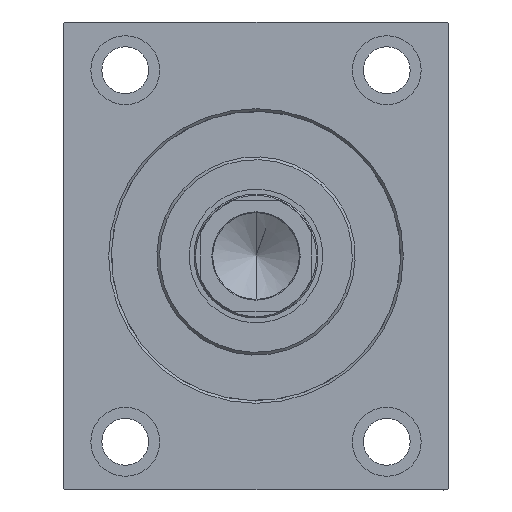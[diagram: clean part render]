
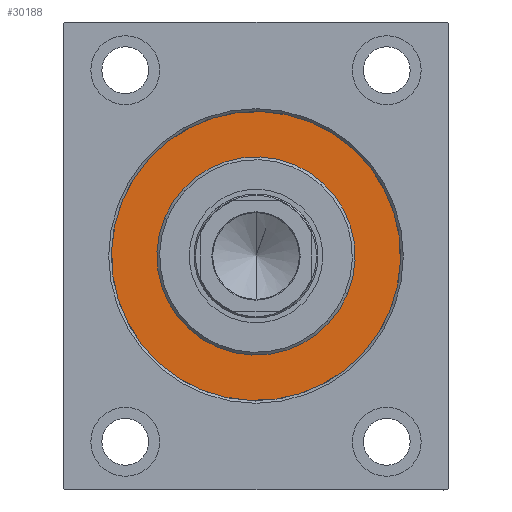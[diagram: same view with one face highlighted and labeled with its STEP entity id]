
A CAD part, left-side view. The second image highlights one B-rep face of the part: STEP entity #30188.
In plain terms, the highlighted face is planar.
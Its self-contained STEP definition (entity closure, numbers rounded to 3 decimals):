
#1264 = CARTESIAN_POINT ( 'NONE',  ( 0., 0., 0. ) ) ;
#1397 = CARTESIAN_POINT ( 'NONE',  ( 0., 0., 0. ) ) ;
#1491 = DIRECTION ( 'NONE',  ( 1., 0., 0. ) ) ;
#2551 = CIRCLE ( 'NONE', #29852, 52.5 ) ;
#4927 = CARTESIAN_POINT ( 'NONE',  ( 0., 0., 0. ) ) ;
#7140 = EDGE_CURVE ( 'NONE', #8363, #14014, #31326, .T. ) ;
#8149 = FACE_OUTER_BOUND ( 'NONE', #15378, .T. ) ;
#8363 = VERTEX_POINT ( 'NONE', #24805 ) ;
#8817 = DIRECTION ( 'NONE',  ( -1., 0., 0. ) ) ;
#10088 = AXIS2_PLACEMENT_3D ( 'NONE', #10392, #38264, #41864 ) ;
#10392 = CARTESIAN_POINT ( 'NONE',  ( 0., 0., 0. ) ) ;
#10792 = VERTEX_POINT ( 'NONE', #24705 ) ;
#12374 = CIRCLE ( 'NONE', #37495, 36. ) ;
#14014 = VERTEX_POINT ( 'NONE', #28929 ) ;
#15221 = DIRECTION ( 'NONE',  ( 0., 0., -1. ) ) ;
#15378 = EDGE_LOOP ( 'NONE', ( #28261, #40166 ) ) ;
#18518 = FACE_BOUND ( 'NONE', #35818, .T. ) ;
#18651 = DIRECTION ( 'NONE',  ( 1., 0., 0. ) ) ;
#18693 = CARTESIAN_POINT ( 'NONE',  ( 0., 0., -52.5 ) ) ;
#19064 = CARTESIAN_POINT ( 'NONE',  ( 0., 0., 0. ) ) ;
#20930 = ORIENTED_EDGE ( 'NONE', *, *, #28356, .F. ) ;
#24508 = AXIS2_PLACEMENT_3D ( 'NONE', #1397, #8817, #42556 ) ;
#24705 = CARTESIAN_POINT ( 'NONE',  ( 0., 0., 52.5 ) ) ;
#24805 = CARTESIAN_POINT ( 'NONE',  ( 0., 0., 36. ) ) ;
#24820 = EDGE_CURVE ( 'NONE', #43377, #10792, #40268, .T. ) ;
#26777 = ORIENTED_EDGE ( 'NONE', *, *, #7140, .F. ) ;
#28261 = ORIENTED_EDGE ( 'NONE', *, *, #24820, .F. ) ;
#28356 = EDGE_CURVE ( 'NONE', #14014, #8363, #12374, .T. ) ;
#28929 = CARTESIAN_POINT ( 'NONE',  ( 0., 0., -36. ) ) ;
#29852 = AXIS2_PLACEMENT_3D ( 'NONE', #19064, #32755, #39287 ) ;
#30188 = ADVANCED_FACE ( 'NONE', ( #18518, #8149 ), #35576, .F. ) ;
#31326 = CIRCLE ( 'NONE', #33477, 36. ) ;
#32336 = DIRECTION ( 'NONE',  ( 0., 0., -1. ) ) ;
#32755 = DIRECTION ( 'NONE',  ( -1., 0., 0. ) ) ;
#33477 = AXIS2_PLACEMENT_3D ( 'NONE', #4927, #18651, #32336 ) ;
#35576 = PLANE ( 'NONE',  #24508 ) ;
#35818 = EDGE_LOOP ( 'NONE', ( #26777, #20930 ) ) ;
#37495 = AXIS2_PLACEMENT_3D ( 'NONE', #1264, #1491, #15221 ) ;
#38264 = DIRECTION ( 'NONE',  ( -1., 0., 0. ) ) ;
#39287 = DIRECTION ( 'NONE',  ( 0., 0., 1. ) ) ;
#40166 = ORIENTED_EDGE ( 'NONE', *, *, #42936, .F. ) ;
#40268 = CIRCLE ( 'NONE', #10088, 52.5 ) ;
#41864 = DIRECTION ( 'NONE',  ( 0., 0., 1. ) ) ;
#42556 = DIRECTION ( 'NONE',  ( 0., 0., 1. ) ) ;
#42936 = EDGE_CURVE ( 'NONE', #10792, #43377, #2551, .T. ) ;
#43377 = VERTEX_POINT ( 'NONE', #18693 ) ;
